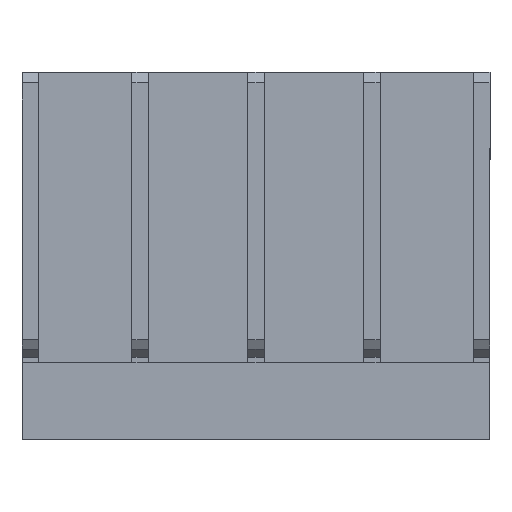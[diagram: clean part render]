
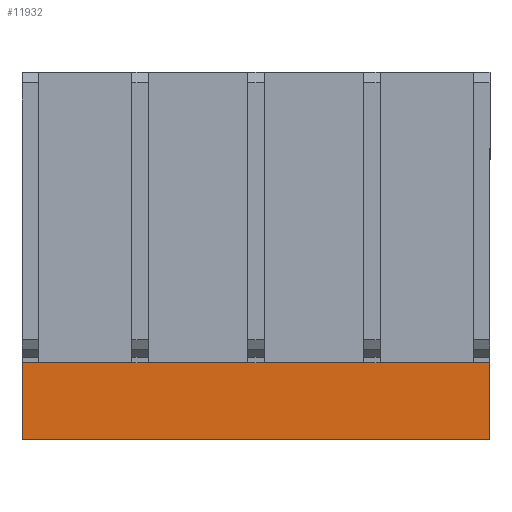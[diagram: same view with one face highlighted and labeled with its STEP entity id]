
A CAD part, front view. The second image highlights one B-rep face of the part: STEP entity #11932.
In plain terms, the highlighted planar face has unit normal (0, -1, 0).
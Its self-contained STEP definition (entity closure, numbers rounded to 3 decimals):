
#11862=CARTESIAN_POINT('',(0.,-15.758,1.753));
#11863=VERTEX_POINT('',#11862);
#11870=CARTESIAN_POINT('',(42.8,-15.758,1.753));
#11871=VERTEX_POINT('',#11870);
#11872=CARTESIAN_POINT('',(42.8,-15.758,1.753));
#11873=DIRECTION('',(-1.0,0.0,0.0));
#11874=VECTOR('',#11873,42.8);
#11875=LINE('',#11872,#11874);
#11876=EDGE_CURVE('',#11871,#11863,#11875,.T.);
#11902=CARTESIAN_POINT('',(42.8,-15.758,1.753));
#11903=DIRECTION('',(0.0,-1.0,0.0));
#11904=DIRECTION('',(1.0,0.0,0.0));
#11905=AXIS2_PLACEMENT_3D('',#11902,#11903,#11904);
#11906=PLANE('',#11905);
#11907=CARTESIAN_POINT('',(42.8,-15.758,-5.3));
#11908=VERTEX_POINT('',#11907);
#11909=CARTESIAN_POINT('',(0.,-15.758,-5.3));
#11910=VERTEX_POINT('',#11909);
#11911=CARTESIAN_POINT('',(42.8,-15.758,-5.3));
#11912=DIRECTION('',(-1.0,0.0,0.0));
#11913=VECTOR('',#11912,42.8);
#11914=LINE('',#11911,#11913);
#11915=EDGE_CURVE('',#11908,#11910,#11914,.T.);
#11916=ORIENTED_EDGE('',*,*,#11915,.F.);
#11917=CARTESIAN_POINT('',(42.8,-15.758,-5.3));
#11918=DIRECTION('',(0.0,0.0,1.0));
#11919=VECTOR('',#11918,7.053);
#11920=LINE('',#11917,#11919);
#11921=EDGE_CURVE('',#11908,#11871,#11920,.T.);
#11922=ORIENTED_EDGE('',*,*,#11921,.T.);
#11923=ORIENTED_EDGE('',*,*,#11876,.T.);
#11924=CARTESIAN_POINT('',(0.,-15.758,1.753));
#11925=DIRECTION('',(0.0,0.0,-1.0));
#11926=VECTOR('',#11925,7.053);
#11927=LINE('',#11924,#11926);
#11928=EDGE_CURVE('',#11863,#11910,#11927,.T.);
#11929=ORIENTED_EDGE('',*,*,#11928,.T.);
#11930=EDGE_LOOP('',(#11916,#11922,#11923,#11929));
#11931=FACE_OUTER_BOUND('',#11930,.T.);
#11932=ADVANCED_FACE('',(#11931),#11906,.T.);
